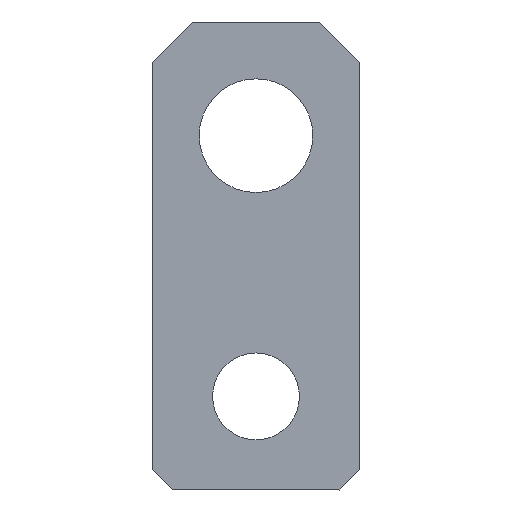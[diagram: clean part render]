
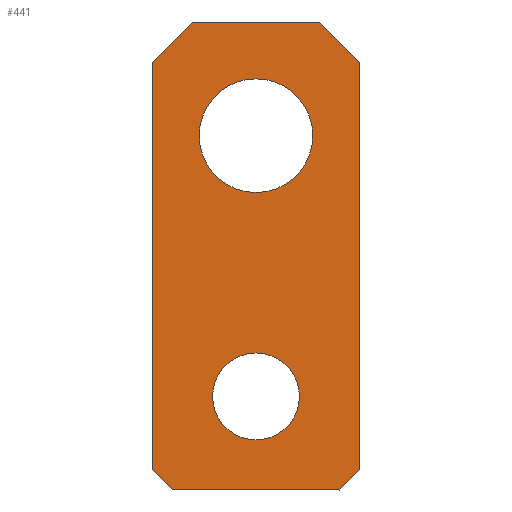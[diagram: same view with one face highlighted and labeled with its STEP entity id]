
A CAD part, front view. The second image highlights one B-rep face of the part: STEP entity #441.
In plain terms, the highlighted planar face has unit normal (0, -1, 0).
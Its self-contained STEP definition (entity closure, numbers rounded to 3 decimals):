
#287=AXIS2_PLACEMENT_3D('Circle Axis2P3D',#285,#286,$) ;
#322=AXIS2_PLACEMENT_3D('Circle Axis2P3D',#320,#321,$) ;
#344=AXIS2_PLACEMENT_3D('Circle Axis2P3D',#342,#343,$) ;
#379=AXIS2_PLACEMENT_3D('Circle Axis2P3D',#377,#378,$) ;
#421=AXIS2_PLACEMENT_3D('Plane Axis2P3D',#418,#419,#420) ;
#43=CARTESIAN_POINT('Vertex',(-4.75,25.,85.25)) ;
#57=CARTESIAN_POINT('Vertex',(-7.75,25.,82.25)) ;
#60=CARTESIAN_POINT('Line Origine',(-6.25,25.,83.75)) ;
#88=CARTESIAN_POINT('Vertex',(-7.75,25.,51.75)) ;
#91=CARTESIAN_POINT('Line Origine',(-7.75,25.,67.)) ;
#119=CARTESIAN_POINT('Vertex',(-6.25,25.,50.25)) ;
#122=CARTESIAN_POINT('Line Origine',(-7.,25.,51.)) ;
#150=CARTESIAN_POINT('Vertex',(6.25,25.,50.25)) ;
#153=CARTESIAN_POINT('Line Origine',(0.,25.,50.25)) ;
#181=CARTESIAN_POINT('Vertex',(7.75,25.,51.75)) ;
#184=CARTESIAN_POINT('Line Origine',(7.,25.,51.)) ;
#212=CARTESIAN_POINT('Vertex',(7.75,25.,82.25)) ;
#215=CARTESIAN_POINT('Line Origine',(7.75,25.,67.)) ;
#243=CARTESIAN_POINT('Vertex',(4.75,25.,85.25)) ;
#246=CARTESIAN_POINT('Line Origine',(6.25,25.,83.75)) ;
#268=CARTESIAN_POINT('Line Origine',(0.,25.,85.25)) ;
#285=CARTESIAN_POINT('Axis2P3D Location',(0.,25.,76.75)) ;
#289=CARTESIAN_POINT('Vertex',(-4.25,25.,76.75)) ;
#291=CARTESIAN_POINT('Vertex',(4.25,25.,76.75)) ;
#320=CARTESIAN_POINT('Axis2P3D Location',(0.,25.,76.75)) ;
#342=CARTESIAN_POINT('Axis2P3D Location',(0.,25.,57.25)) ;
#346=CARTESIAN_POINT('Vertex',(-3.25,25.,57.25)) ;
#348=CARTESIAN_POINT('Vertex',(3.25,25.,57.25)) ;
#377=CARTESIAN_POINT('Axis2P3D Location',(0.,25.,57.25)) ;
#418=CARTESIAN_POINT('Axis2P3D Location',(0.,25.,0.)) ;
#61=DIRECTION('Vector Direction',(0.707,0.,0.707)) ;
#92=DIRECTION('Vector Direction',(0.,0.,1.)) ;
#123=DIRECTION('Vector Direction',(0.707,0.,-0.707)) ;
#154=DIRECTION('Vector Direction',(-1.,0.,0.)) ;
#185=DIRECTION('Vector Direction',(-0.707,0.,-0.707)) ;
#216=DIRECTION('Vector Direction',(0.,0.,-1.)) ;
#247=DIRECTION('Vector Direction',(0.707,0.,-0.707)) ;
#269=DIRECTION('Vector Direction',(1.,0.,0.)) ;
#286=DIRECTION('Axis2P3D Direction',(0.,-1.,0.)) ;
#321=DIRECTION('Axis2P3D Direction',(0.,-1.,0.)) ;
#343=DIRECTION('Axis2P3D Direction',(0.,-1.,0.)) ;
#378=DIRECTION('Axis2P3D Direction',(0.,-1.,0.)) ;
#419=DIRECTION('Axis2P3D Direction',(0.,-1.,0.)) ;
#420=DIRECTION('Axis2P3D XDirection',(1.,0.,0.)) ;
#62=VECTOR('Line Direction',#61,1.) ;
#93=VECTOR('Line Direction',#92,1.) ;
#124=VECTOR('Line Direction',#123,1.) ;
#155=VECTOR('Line Direction',#154,1.) ;
#186=VECTOR('Line Direction',#185,1.) ;
#217=VECTOR('Line Direction',#216,1.) ;
#248=VECTOR('Line Direction',#247,1.) ;
#270=VECTOR('Line Direction',#269,1.) ;
#424=ORIENTED_EDGE('',*,*,#64,.T.) ;
#425=ORIENTED_EDGE('',*,*,#95,.T.) ;
#426=ORIENTED_EDGE('',*,*,#126,.T.) ;
#427=ORIENTED_EDGE('',*,*,#157,.T.) ;
#428=ORIENTED_EDGE('',*,*,#188,.T.) ;
#429=ORIENTED_EDGE('',*,*,#219,.T.) ;
#430=ORIENTED_EDGE('',*,*,#250,.T.) ;
#431=ORIENTED_EDGE('',*,*,#272,.T.) ;
#434=ORIENTED_EDGE('',*,*,#293,.F.) ;
#435=ORIENTED_EDGE('',*,*,#324,.F.) ;
#438=ORIENTED_EDGE('',*,*,#350,.F.) ;
#439=ORIENTED_EDGE('',*,*,#381,.F.) ;
#436=FACE_BOUND('',#433,.T.) ;
#440=FACE_BOUND('',#437,.T.) ;
#441=ADVANCED_FACE('Terminale anteriore prolungato EF superiore',(#432,#436,#440),#422,.T.) ;
#288=CIRCLE('generated circle',#287,4.25) ;
#323=CIRCLE('generated circle',#322,4.25) ;
#345=CIRCLE('generated circle',#344,3.25) ;
#380=CIRCLE('generated circle',#379,3.25) ;
#64=EDGE_CURVE('',#44,#58,#63,.F.) ;
#95=EDGE_CURVE('',#58,#89,#94,.F.) ;
#126=EDGE_CURVE('',#89,#120,#125,.T.) ;
#157=EDGE_CURVE('',#120,#151,#156,.F.) ;
#188=EDGE_CURVE('',#151,#182,#187,.F.) ;
#219=EDGE_CURVE('',#182,#213,#218,.F.) ;
#250=EDGE_CURVE('',#213,#244,#249,.F.) ;
#272=EDGE_CURVE('',#244,#44,#271,.F.) ;
#293=EDGE_CURVE('',#290,#292,#288,.T.) ;
#324=EDGE_CURVE('',#292,#290,#323,.T.) ;
#350=EDGE_CURVE('',#347,#349,#345,.T.) ;
#381=EDGE_CURVE('',#349,#347,#380,.T.) ;
#423=EDGE_LOOP('',(#424,#425,#426,#427,#428,#429,#430,#431)) ;
#433=EDGE_LOOP('',(#434,#435)) ;
#437=EDGE_LOOP('',(#438,#439)) ;
#432=FACE_OUTER_BOUND('',#423,.T.) ;
#63=LINE('Line',#60,#62) ;
#94=LINE('Line',#91,#93) ;
#125=LINE('Line',#122,#124) ;
#156=LINE('Line',#153,#155) ;
#187=LINE('Line',#184,#186) ;
#218=LINE('Line',#215,#217) ;
#249=LINE('Line',#246,#248) ;
#271=LINE('Line',#268,#270) ;
#422=PLANE('',#421) ;
#44=VERTEX_POINT('',#43) ;
#58=VERTEX_POINT('',#57) ;
#89=VERTEX_POINT('',#88) ;
#120=VERTEX_POINT('',#119) ;
#151=VERTEX_POINT('',#150) ;
#182=VERTEX_POINT('',#181) ;
#213=VERTEX_POINT('',#212) ;
#244=VERTEX_POINT('',#243) ;
#290=VERTEX_POINT('',#289) ;
#292=VERTEX_POINT('',#291) ;
#347=VERTEX_POINT('',#346) ;
#349=VERTEX_POINT('',#348) ;
